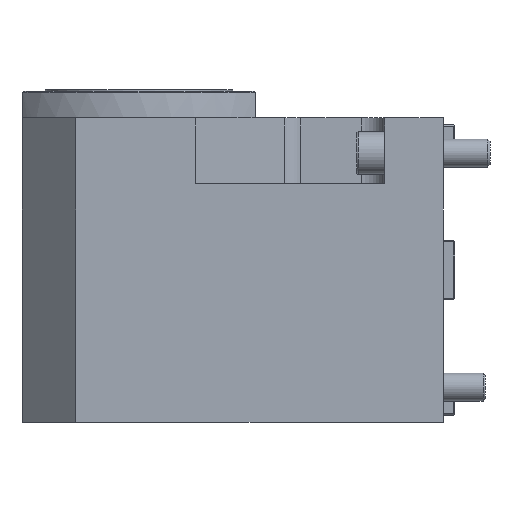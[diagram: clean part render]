
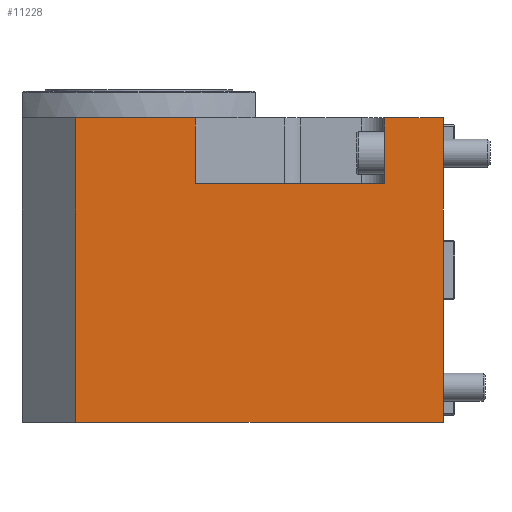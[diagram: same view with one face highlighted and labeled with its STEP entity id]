
A CAD part, left-side view. The second image highlights one B-rep face of the part: STEP entity #11228.
In plain terms, the highlighted planar face has unit normal (-1, 0, 0).
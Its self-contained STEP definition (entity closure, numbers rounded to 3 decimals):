
#201 = DIRECTION ( 'NONE',  ( 0., 0., 1. ) ) ;
#215 = VECTOR ( 'NONE', #7689, 1000. ) ;
#291 = EDGE_CURVE ( 'NONE', #5437, #13029, #4167, .T. ) ;
#821 = ORIENTED_EDGE ( 'NONE', *, *, #4740, .F. ) ;
#1101 = VECTOR ( 'NONE', #13519, 1000. ) ;
#1209 = VERTEX_POINT ( 'NONE', #9576 ) ;
#1679 = ORIENTED_EDGE ( 'NONE', *, *, #11125, .F. ) ;
#2015 = DIRECTION ( 'NONE',  ( 0., 0., -1. ) ) ;
#2955 = VERTEX_POINT ( 'NONE', #20965 ) ;
#3308 = DIRECTION ( 'NONE',  ( 0., -1., 0. ) ) ;
#4167 = LINE ( 'NONE', #16842, #4796 ) ;
#4442 = ORIENTED_EDGE ( 'NONE', *, *, #11518, .F. ) ;
#4510 = ORIENTED_EDGE ( 'NONE', *, *, #6803, .F. ) ;
#4740 = EDGE_CURVE ( 'NONE', #16396, #2955, #18609, .T. ) ;
#4774 = LINE ( 'NONE', #23280, #4831 ) ;
#4796 = VECTOR ( 'NONE', #2015, 1000. ) ;
#4831 = VECTOR ( 'NONE', #3308, 1000. ) ;
#5437 = VERTEX_POINT ( 'NONE', #7866 ) ;
#5739 = CARTESIAN_POINT ( 'NONE',  ( -66., 106., 37. ) ) ;
#5986 = VECTOR ( 'NONE', #13833, 1000. ) ;
#6375 = LINE ( 'NONE', #8162, #19303 ) ;
#6803 = EDGE_CURVE ( 'NONE', #9663, #16396, #9590, .T. ) ;
#6952 = FACE_OUTER_BOUND ( 'NONE', #8570, .T. ) ;
#7689 = DIRECTION ( 'NONE',  ( 0., 0., 1. ) ) ;
#7866 = CARTESIAN_POINT ( 'NONE',  ( -66., 157., 65. ) ) ;
#8162 = CARTESIAN_POINT ( 'NONE',  ( -66., 0., -65. ) ) ;
#8254 = EDGE_CURVE ( 'NONE', #18526, #9663, #20628, .T. ) ;
#8570 = EDGE_LOOP ( 'NONE', ( #22247, #821, #4510, #12823, #20222, #4442, #18088, #1679 ) ) ;
#9576 = CARTESIAN_POINT ( 'NONE',  ( -66., 106., 65. ) ) ;
#9590 = LINE ( 'NONE', #22504, #215 ) ;
#9663 = VERTEX_POINT ( 'NONE', #20302 ) ;
#10002 = CARTESIAN_POINT ( 'NONE',  ( -66., 157., -65. ) ) ;
#10527 = PLANE ( 'NONE',  #20893 ) ;
#11125 = EDGE_CURVE ( 'NONE', #23309, #13029, #22833, .T. ) ;
#11228 = ADVANCED_FACE ( 'Defeature completata1_10', ( #6952 ), #10527, .T. ) ;
#11518 = EDGE_CURVE ( 'NONE', #5437, #1209, #4774, .T. ) ;
#12823 = ORIENTED_EDGE ( 'NONE', *, *, #8254, .F. ) ;
#12999 = DIRECTION ( 'NONE',  ( 0., -1., 0. ) ) ;
#13029 = VERTEX_POINT ( 'NONE', #10002 ) ;
#13237 = CARTESIAN_POINT ( 'NONE',  ( -66., 180., 65. ) ) ;
#13519 = DIRECTION ( 'NONE',  ( 0., 1., 0. ) ) ;
#13833 = DIRECTION ( 'NONE',  ( 0., -1., 0. ) ) ;
#14221 = DIRECTION ( 'NONE',  ( 0., 0., 1. ) ) ;
#14419 = CARTESIAN_POINT ( 'NONE',  ( -66., 25., 65. ) ) ;
#14762 = CARTESIAN_POINT ( 'NONE',  ( -66., 0., -65. ) ) ;
#14903 = VECTOR ( 'NONE', #12999, 1000. ) ;
#16251 = EDGE_CURVE ( 'NONE', #18526, #1209, #22192, .T. ) ;
#16396 = VERTEX_POINT ( 'NONE', #14419 ) ;
#16842 = CARTESIAN_POINT ( 'NONE',  ( -66., 157., -65. ) ) ;
#17579 = CARTESIAN_POINT ( 'NONE',  ( -66., 0., 0. ) ) ;
#17820 = DIRECTION ( 'NONE',  ( -1., 0., 0. ) ) ;
#18088 = ORIENTED_EDGE ( 'NONE', *, *, #291, .T. ) ;
#18526 = VERTEX_POINT ( 'NONE', #19851 ) ;
#18609 = LINE ( 'NONE', #13237, #14903 ) ;
#19303 = VECTOR ( 'NONE', #19406, 1000. ) ;
#19406 = DIRECTION ( 'NONE',  ( 0., 0., -1. ) ) ;
#19851 = CARTESIAN_POINT ( 'NONE',  ( -66., 106., 37. ) ) ;
#20222 = ORIENTED_EDGE ( 'NONE', *, *, #16251, .T. ) ;
#20302 = CARTESIAN_POINT ( 'NONE',  ( -66., 25., 37. ) ) ;
#20365 = VECTOR ( 'NONE', #201, 1000. ) ;
#20628 = LINE ( 'NONE', #22672, #5986 ) ;
#20893 = AXIS2_PLACEMENT_3D ( 'NONE', #17579, #17820, #14221 ) ;
#20965 = CARTESIAN_POINT ( 'NONE',  ( -66., 0., 65. ) ) ;
#21249 = EDGE_CURVE ( 'NONE', #2955, #23309, #6375, .T. ) ;
#22192 = LINE ( 'NONE', #5739, #20365 ) ;
#22247 = ORIENTED_EDGE ( 'NONE', *, *, #21249, .F. ) ;
#22504 = CARTESIAN_POINT ( 'NONE',  ( -66., 25., 37. ) ) ;
#22596 = CARTESIAN_POINT ( 'NONE',  ( -66., 180., -65. ) ) ;
#22672 = CARTESIAN_POINT ( 'NONE',  ( -66., 106., 37. ) ) ;
#22833 = LINE ( 'NONE', #22596, #1101 ) ;
#23280 = CARTESIAN_POINT ( 'NONE',  ( -66., 180., 65. ) ) ;
#23309 = VERTEX_POINT ( 'NONE', #14762 ) ;
